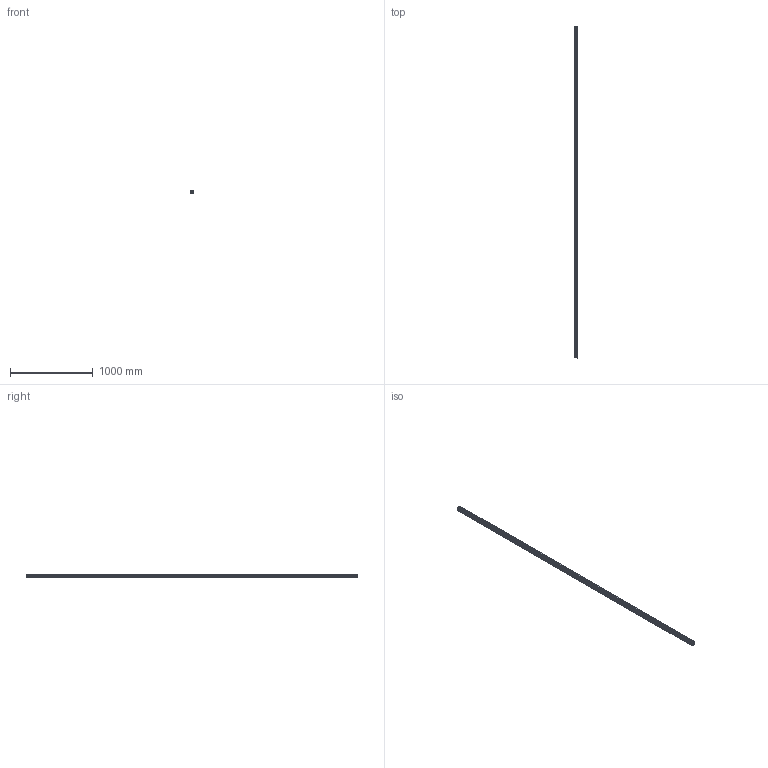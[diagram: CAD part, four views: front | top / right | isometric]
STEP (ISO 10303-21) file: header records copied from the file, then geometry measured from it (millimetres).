
FILE_DESCRIPTION(/* description */ (''),/* implementation_level */ '2;1');
FILE_NAME(/* name */ '45 x45 Heavy.step',/* time_stamp */ '2021-01-18T10:26:36-05:00',/* author */ (''),/* organization */ (''),/* preprocessor_version */ 'ST-DEVELOPER v18.1',/* originating_system */ 'Autodesk Translation Framework v9.7.1.1290',/* authorisation */ '');
FILE_SCHEMA (('AUTOMOTIVE_DESIGN { 1 0 10303 214 3 1 1 }'));
Length unit declared in the file: inch
Products named in the file (1): 45 x45 Heavy_no angles
Bounding box: 44.56 x 4000 x 44.56 mm (x, y, z)
Volume: 2635905.5 mm3; surface area: 2147321.4 mm2
Topology: 1 solids, 1 shells, 170 faces, 504 edges, 336 vertices
Faces by surface type: plane 90, cylinder 80
Entity records: 5790 total; most frequent: CARTESIAN_POINT 1011, ORIENTED_EDGE 1008, DIRECTION 1006, EDGE_CURVE 504, LINE 344, VECTOR 344, VERTEX_POINT 336, AXIS2_PLACEMENT_3D 331
